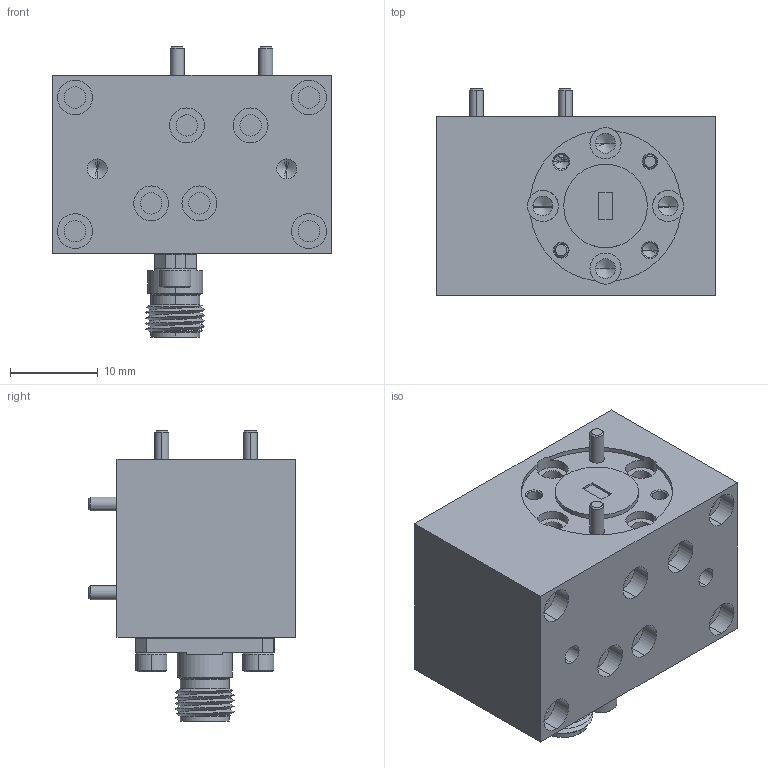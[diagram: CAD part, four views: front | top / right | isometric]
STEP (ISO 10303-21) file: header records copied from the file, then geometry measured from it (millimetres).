
FILE_DESCRIPTION (( 'STEP AP214' ), '1' );
FILE_NAME ('FS-NDE, Defeatured.STEP', '2024-04-09T20:09:14', ( '' ), ( '' ), 'SwSTEP 2.0', 'SolidWorks 2021', '' );
FILE_SCHEMA (( 'AUTOMOTIVE_DESIGN' ));
Length unit declared in the file: inch
Products named in the file (1): FS-NDE, Defeatured
Bounding box: 31.75 x 23.54 x 33.06 mm (x, y, z)
Volume: 12490.9 mm3; surface area: 5346.8 mm2
Topology: 4 solids, 5 shells, 313 faces, 730 edges, 443 vertices
Faces by surface type: cylinder 124, plane 97, cone 84, bspline 6, torus 2
Entity records: 13772 total; most frequent: CARTESIAN_POINT 2680, DIRECTION 1584, ORIENTED_EDGE 1404, EDGE_CURVE 702, AXIS2_PLACEMENT_3D 630, VERTEX_POINT 443, EDGE_LOOP 365, LINE 324
